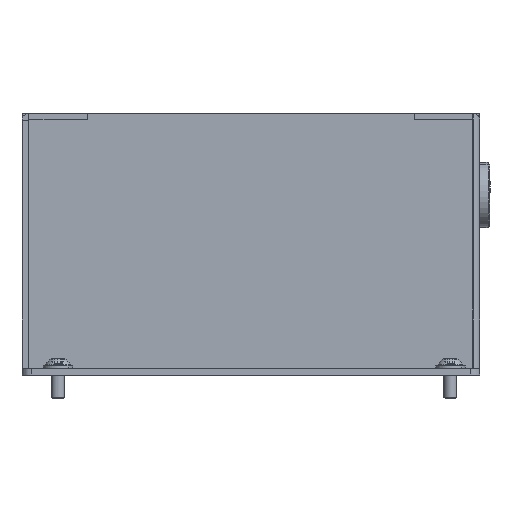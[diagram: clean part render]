
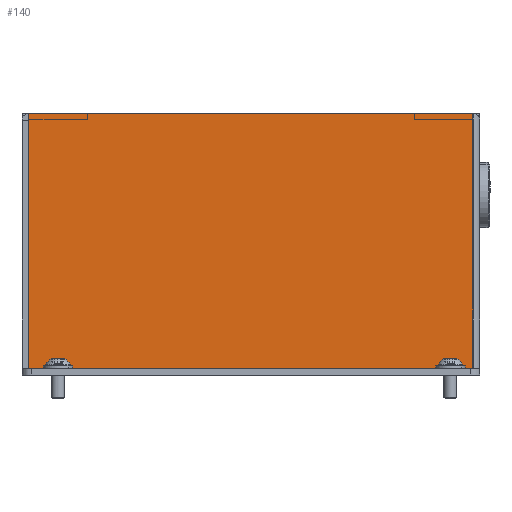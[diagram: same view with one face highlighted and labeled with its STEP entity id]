
A CAD part, left-side view. The second image highlights one B-rep face of the part: STEP entity #140.
In plain terms, the highlighted face is planar.
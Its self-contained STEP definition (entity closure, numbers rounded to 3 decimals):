
#140 = ADVANCED_FACE ( 'NONE', ( #5849 ), #4820, .F. ) ;
#164 = CARTESIAN_POINT ( 'NONE',  ( 237., 137.999, 80. ) ) ;
#716 = CARTESIAN_POINT ( 'NONE',  ( 237., 2.1, 80. ) ) ;
#793 = LINE ( 'NONE', #716, #967 ) ;
#967 = VECTOR ( 'NONE', #1890, 1000. ) ;
#1089 = VECTOR ( 'NONE', #4132, 1000. ) ;
#1110 = CARTESIAN_POINT ( 'NONE',  ( 237., 137.999, 0. ) ) ;
#1211 = VERTEX_POINT ( 'NONE', #1625 ) ;
#1422 = CARTESIAN_POINT ( 'NONE',  ( 237., 0., 80. ) ) ;
#1524 = LINE ( 'NONE', #164, #1089 ) ;
#1625 = CARTESIAN_POINT ( 'NONE',  ( 237., 2.1, 77.9 ) ) ;
#1798 = AXIS2_PLACEMENT_3D ( 'NONE', #1422, #3722, #7147 ) ;
#1890 = DIRECTION ( 'NONE',  ( 0., 0., -1. ) ) ;
#2054 = EDGE_CURVE ( 'NONE', #2666, #5180, #1524, .T. ) ;
#2666 = VERTEX_POINT ( 'NONE', #4917 ) ;
#3077 = CARTESIAN_POINT ( 'NONE',  ( 237., 2.1, 77.9 ) ) ;
#3379 = ORIENTED_EDGE ( 'NONE', *, *, #4464, .T. ) ;
#3649 = VECTOR ( 'NONE', #4505, 1000. ) ;
#3722 = DIRECTION ( 'NONE',  ( -1., 0., 0. ) ) ;
#4132 = DIRECTION ( 'NONE',  ( 0., 0., -1. ) ) ;
#4147 = VECTOR ( 'NONE', #7060, 1000. ) ;
#4339 = LINE ( 'NONE', #5084, #3649 ) ;
#4464 = EDGE_CURVE ( 'NONE', #6562, #5180, #4339, .T. ) ;
#4505 = DIRECTION ( 'NONE',  ( 0., 1., 0. ) ) ;
#4522 = EDGE_LOOP ( 'NONE', ( #6665, #6005, #3379, #6415 ) ) ;
#4721 = CARTESIAN_POINT ( 'NONE',  ( 237., 2.1, 0. ) ) ;
#4820 = PLANE ( 'NONE',  #1798 ) ;
#4917 = CARTESIAN_POINT ( 'NONE',  ( 237., 137.999, 77.9 ) ) ;
#5084 = CARTESIAN_POINT ( 'NONE',  ( 237., 0., 0. ) ) ;
#5180 = VERTEX_POINT ( 'NONE', #1110 ) ;
#5849 = FACE_OUTER_BOUND ( 'NONE', #4522, .T. ) ;
#5931 = EDGE_CURVE ( 'NONE', #1211, #2666, #6745, .T. ) ;
#6005 = ORIENTED_EDGE ( 'NONE', *, *, #6499, .T. ) ;
#6415 = ORIENTED_EDGE ( 'NONE', *, *, #2054, .F. ) ;
#6499 = EDGE_CURVE ( 'NONE', #1211, #6562, #793, .T. ) ;
#6562 = VERTEX_POINT ( 'NONE', #4721 ) ;
#6665 = ORIENTED_EDGE ( 'NONE', *, *, #5931, .F. ) ;
#6745 = LINE ( 'NONE', #3077, #4147 ) ;
#7060 = DIRECTION ( 'NONE',  ( 0., 1., 0. ) ) ;
#7147 = DIRECTION ( 'NONE',  ( 0., -1., 0. ) ) ;
